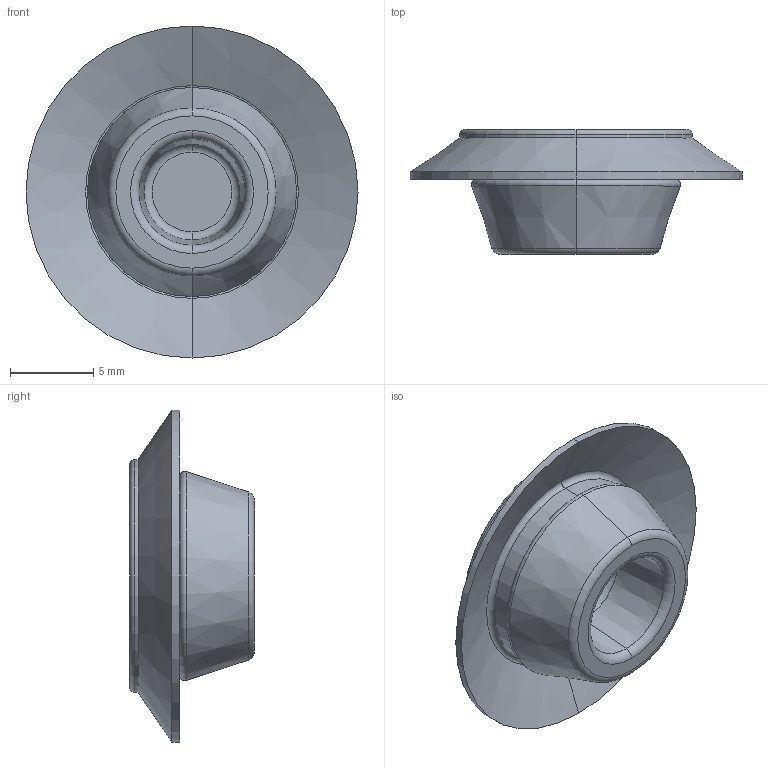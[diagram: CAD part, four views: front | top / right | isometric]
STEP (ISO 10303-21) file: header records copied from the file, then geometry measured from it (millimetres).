
FILE_DESCRIPTION (( 'STEP AP203' ), '1' );
FILE_NAME ('CP-30-HC-12.STEP', '2012-04-02T07:51:13', ( '11sw' ), ( 'タキゲン製造株式会社' ), 'SwSTEP 2.0', 'SolidWorks 2011', '' );
FILE_SCHEMA (( 'CONFIG_CONTROL_DESIGN' ));
Length unit declared in the file: millimetre
Products named in the file (1): CP-30-HC-12
Bounding box: 20 x 7.5 x 20 mm (x, y, z)
Volume: 603.9 mm3; surface area: 1298.2 mm2
Topology: 1 solids, 1 shells, 40 faces, 78 edges, 42 vertices
Faces by surface type: torus 18, cone 12, cylinder 6, plane 4
Entity records: 1099 total; most frequent: DIRECTION 220, CARTESIAN_POINT 161, ORIENTED_EDGE 156, AXIS2_PLACEMENT_3D 101, EDGE_CURVE 78, CIRCLE 60, EDGE_LOOP 42, VERTEX_POINT 42
